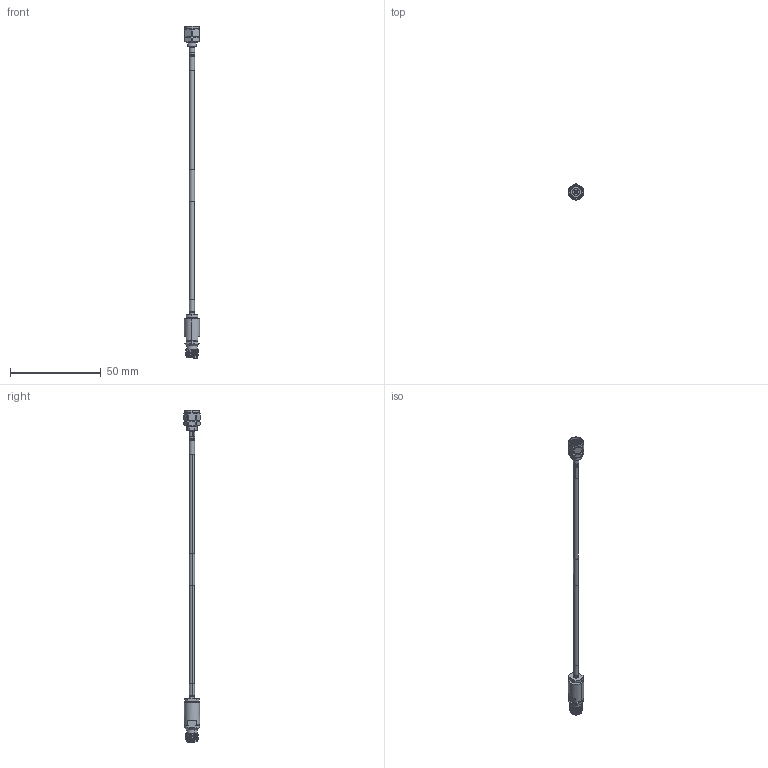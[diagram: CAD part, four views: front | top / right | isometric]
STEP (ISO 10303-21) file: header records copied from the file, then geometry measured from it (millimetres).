
FILE_DESCRIPTION (( 'STEP AP214' ), '1' );
FILE_NAME ('FMCA100345_3D.step', '2025-11-11T18:13:07', ( '' ), ( '' ), 'SwSTEP 2.0', 'SolidWorks 2025', '' );
FILE_SCHEMA (( 'AUTOMOTIVE_DESIGN' ));
Length unit declared in the file: inch
Products named in the file (6): PE-SR405FLJ_WITH LABEL; Copy of HEAT SHRINK^FMCA100345; PE44216; PE45413; Copy of HEAT SHRINK 2^FMCA100345; FMCA100345_3D
Assembly tree (5 placements, depth 2):
  FMCA100345_3D
    PE-SR405FLJ_WITH LABEL
    PE45413
    PE44216
    Copy of HEAT SHRINK^FMCA100345
    Copy of HEAT SHRINK 2^FMCA100345
Bounding box: 8.38 x 8.88 x 182.75 mm (x, y, z)
Volume: 2208.9 mm3; surface area: 3365.9 mm2
Topology: 7 solids, 7 shells, 278 faces, 663 edges, 424 vertices
Faces by surface type: cylinder 129, plane 80, cone 43, torus 20, bspline 6
Entity records: 11327 total; most frequent: CARTESIAN_POINT 4657, DIRECTION 1407, ORIENTED_EDGE 1326, EDGE_CURVE 663, AXIS2_PLACEMENT_3D 587, VERTEX_POINT 424, EDGE_LOOP 319, CIRCLE 307
